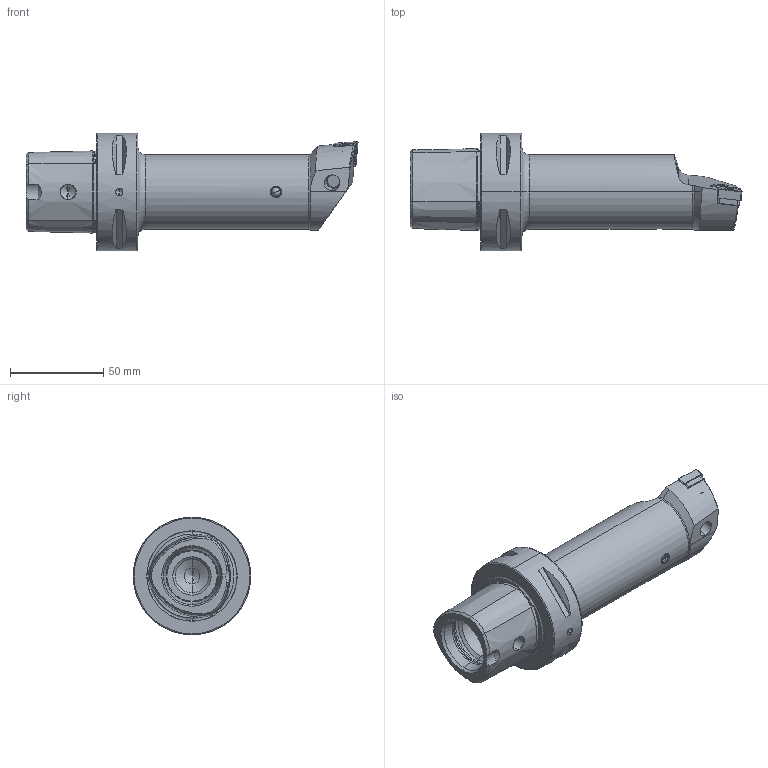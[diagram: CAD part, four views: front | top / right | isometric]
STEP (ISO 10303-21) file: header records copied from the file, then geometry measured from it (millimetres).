
FILE_DESCRIPTION (( 'STEP AP203' ), '1' );
FILE_NAME ('PS6-PCD.LLC.140.STEP', '2012-06-06T09:37:58', ( 'baer' ), ( 'Hewlett-Packard Company' ), 'SwSTEP 2.0', 'SolidWorks 2012', '' );
FILE_SCHEMA (( 'CONFIG_CONTROL_DESIGN' ));
Length unit declared in the file: millimetre
Products named in the file (8): WCD-ER3.101.000_A; KVT_MB_600_060; PS6-PCD.LLC.140_A; PS6-PCD.LLC.140; WCD-ER1.101.000; WCD-ER4.101.017_A; WCD-ER2.101.003_A; CNMG120404
Assembly tree (7 placements, depth 2):
  PS6-PCD.LLC.140
    PS6-PCD.LLC.140_A
    KVT_MB_600_060
    WCD-ER3.101.000_A
    CNMG120404
    WCD-ER2.101.003_A
    WCD-ER4.101.017_A
    WCD-ER1.101.000
Bounding box: 178 x 63 x 63 mm (x, y, z)
Volume: 219784.3 mm3; surface area: 39244 mm2
Topology: 8 solids, 8 shells, 358 faces, 869 edges, 518 vertices
Faces by surface type: cone 118, plane 94, cylinder 89, torus 42, bspline 13, sphere 2
Entity records: 12303 total; most frequent: CARTESIAN_POINT 3434, ORIENTED_EDGE 1696, DIRECTION 1679, EDGE_CURVE 848, AXIS2_PLACEMENT_3D 662, VERTEX_POINT 515, EDGE_LOOP 381, FACE_OUTER_BOUND 358
